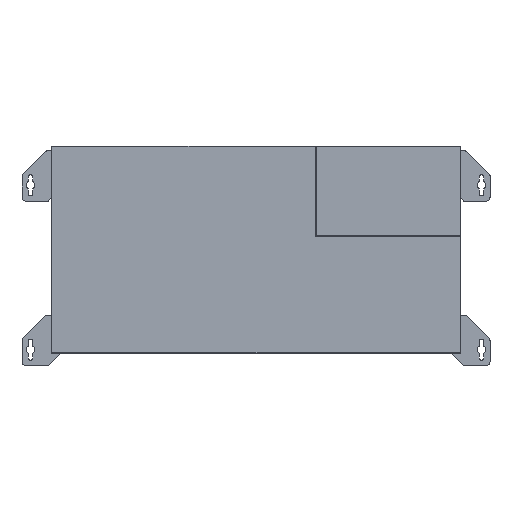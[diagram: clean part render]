
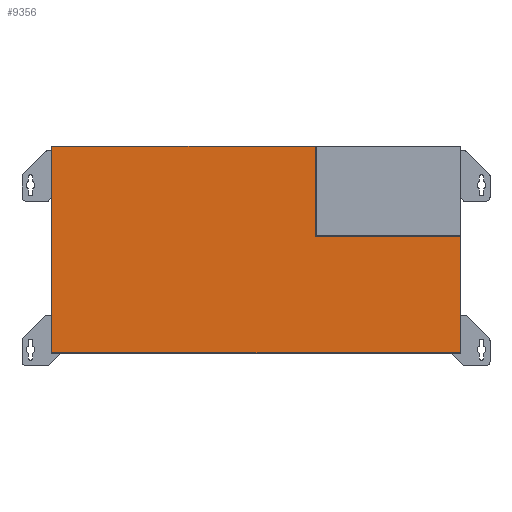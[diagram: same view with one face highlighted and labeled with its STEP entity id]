
A CAD part, top view. The second image highlights one B-rep face of the part: STEP entity #9356.
In plain terms, the highlighted planar face has unit normal (0, 0, 1).
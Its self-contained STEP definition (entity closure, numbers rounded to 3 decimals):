
#769=ORIENTED_EDGE('',*,*,#3384,.F.);
#770=ORIENTED_EDGE('',*,*,#3385,.F.);
#771=ORIENTED_EDGE('',*,*,#3109,.T.);
#772=ORIENTED_EDGE('',*,*,#3383,.T.);
#773=ORIENTED_EDGE('',*,*,#3377,.T.);
#774=ORIENTED_EDGE('',*,*,#3382,.T.);
#3109=EDGE_CURVE('',#4429,#4431,#5357,.T.);
#3377=EDGE_CURVE('',#4663,#4664,#5616,.T.);
#3382=EDGE_CURVE('',#4664,#4668,#5621,.T.);
#3383=EDGE_CURVE('',#4431,#4663,#5622,.T.);
#3384=EDGE_CURVE('',#4669,#4668,#5623,.T.);
#3385=EDGE_CURVE('',#4429,#4669,#5624,.T.);
#4429=VERTEX_POINT('',#13368);
#4431=VERTEX_POINT('',#13372);
#4663=VERTEX_POINT('',#13913);
#4664=VERTEX_POINT('',#13915);
#4668=VERTEX_POINT('',#13925);
#4669=VERTEX_POINT('',#13931);
#5357=LINE('',#13373,#6515);
#5616=LINE('',#13916,#6774);
#5621=LINE('',#13926,#6779);
#5622=LINE('',#13928,#6780);
#5623=LINE('',#13930,#6781);
#5624=LINE('',#13932,#6782);
#6515=VECTOR('',#10709,1000.);
#6774=VECTOR('',#11070,1000.);
#6779=VECTOR('',#11077,1000.);
#6780=VECTOR('',#11080,1000.);
#6781=VECTOR('',#11083,1000.);
#6782=VECTOR('',#11084,1000.);
#7632=EDGE_LOOP('',(#769,#770,#771,#772,#773,#774));
#8298=FACE_BOUND('',#7632,.T.);
#8925=PLANE('',#9899);
#9356=ADVANCED_FACE('',(#8298),#8925,.T.);
#9899=AXIS2_PLACEMENT_3D('',#13929,#11081,#11082);
#10709=DIRECTION('',(-1.,0.,0.));
#11070=DIRECTION('',(1.,0.,0.));
#11077=DIRECTION('',(0.,1.,0.));
#11080=DIRECTION('',(0.,-1.,0.));
#11081=DIRECTION('',(0.,0.,1.));
#11082=DIRECTION('',(1.,0.,0.));
#11083=DIRECTION('',(1.,0.,0.));
#11084=DIRECTION('',(0.,-1.,0.));
#13368=CARTESIAN_POINT('',(70.5,122.5,75.8));
#13372=CARTESIAN_POINT('',(-242.5,122.5,75.8));
#13373=CARTESIAN_POINT('',(242.5,122.5,75.8));
#13913=CARTESIAN_POINT('',(-242.5,-122.5,75.8));
#13915=CARTESIAN_POINT('',(242.5,-122.5,75.8));
#13916=CARTESIAN_POINT('',(-242.5,-122.5,75.8));
#13925=CARTESIAN_POINT('',(242.5,15.5,75.8));
#13926=CARTESIAN_POINT('',(242.5,-122.5,75.8));
#13928=CARTESIAN_POINT('',(-242.5,122.5,75.8));
#13929=CARTESIAN_POINT('',(0.,0.,75.8));
#13930=CARTESIAN_POINT('',(70.5,15.5,75.8));
#13931=CARTESIAN_POINT('',(70.5,15.5,75.8));
#13932=CARTESIAN_POINT('',(70.5,122.5,75.8));
